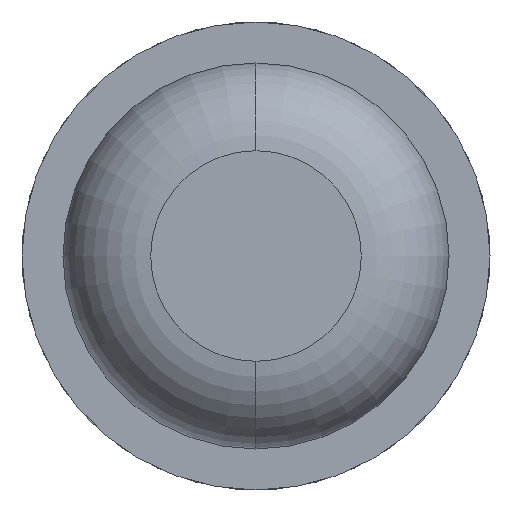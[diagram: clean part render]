
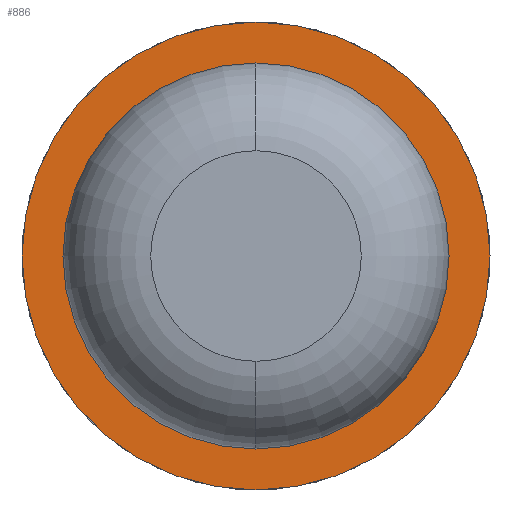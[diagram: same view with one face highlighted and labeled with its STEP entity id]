
A CAD part, front view. The second image highlights one B-rep face of the part: STEP entity #886.
In plain terms, the highlighted planar face has unit normal (0, -1, 0).
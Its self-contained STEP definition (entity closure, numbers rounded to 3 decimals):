
#29 = CARTESIAN_POINT ( 'NONE',  ( -1., -8., 0. ) ) ;
#112 = CARTESIAN_POINT ( 'NONE',  ( 1., -8., 0. ) ) ;
#135 = DIRECTION ( 'NONE',  ( -1., 0., 0. ) ) ;
#194 = ORIENTED_EDGE ( 'NONE', *, *, #1340, .T. ) ;
#227 = DIRECTION ( 'NONE',  ( 0., 1., 0. ) ) ;
#257 = DIRECTION ( 'NONE',  ( -1., 0., 0. ) ) ;
#280 = VERTEX_POINT ( 'NONE', #29 ) ;
#306 = DIRECTION ( 'NONE',  ( -1., 0., 0. ) ) ;
#389 = DIRECTION ( 'NONE',  ( -1., 0., 0. ) ) ;
#430 = EDGE_LOOP ( 'NONE', ( #524, #1251 ) ) ;
#524 = ORIENTED_EDGE ( 'NONE', *, *, #3811, .F. ) ;
#602 = CARTESIAN_POINT ( 'NONE',  ( 0., -8., 0.825 ) ) ;
#644 = CARTESIAN_POINT ( 'NONE',  ( 0., -8., -0.825 ) ) ;
#735 = CIRCLE ( 'NONE', #1516, 1. ) ;
#886 = ADVANCED_FACE ( 'Defeature ausgef�hrt1_5', ( #3147, #1349 ), #1624, .F. ) ;
#1081 = VERTEX_POINT ( 'NONE', #602 ) ;
#1251 = ORIENTED_EDGE ( 'NONE', *, *, #2665, .F. ) ;
#1337 = DIRECTION ( 'NONE',  ( 0., 1., 0. ) ) ;
#1340 = EDGE_CURVE ( 'Defeature ausgef�hrt1_5+Defeature ausgef�hrt1_0+Defeature ausgef�hrt1_0+Defeature ausgef�hrt1_0', #1081, #3627, #2615, .T. ) ;
#1349 = FACE_BOUND ( 'NONE', #2346, .T. ) ;
#1483 = CARTESIAN_POINT ( 'NONE',  ( 0., -8., 0. ) ) ;
#1516 = AXIS2_PLACEMENT_3D ( 'NONE', #3686, #3388, #306 ) ;
#1624 = PLANE ( 'NONE',  #3446 ) ;
#1647 = AXIS2_PLACEMENT_3D ( 'NONE', #1779, #2116, #135 ) ;
#1676 = CIRCLE ( 'NONE', #2381, 1. ) ;
#1779 = CARTESIAN_POINT ( 'NONE',  ( 0., -8., 0. ) ) ;
#1834 = DIRECTION ( 'NONE',  ( 0., 1., 0. ) ) ;
#1921 = CARTESIAN_POINT ( 'NONE',  ( 0.825, -8., 0. ) ) ;
#2116 = DIRECTION ( 'NONE',  ( 0., 1., 0. ) ) ;
#2128 = CARTESIAN_POINT ( 'NONE',  ( 0., -8., 0. ) ) ;
#2346 = EDGE_LOOP ( 'NONE', ( #194, #3285 ) ) ;
#2381 = AXIS2_PLACEMENT_3D ( 'NONE', #1483, #1834, #3984 ) ;
#2615 = CIRCLE ( 'NONE', #3311, 0.825 ) ;
#2665 = EDGE_CURVE ( 'Defeature ausgef�hrt1_6+Defeature ausgef�hrt1_5+Defeature ausgef�hrt1_5+Defeature ausgef�hrt1_5', #3253, #280, #735, .T. ) ;
#3110 = EDGE_CURVE ( 'Defeature ausgef�hrt1_5+Defeature ausgef�hrt1_0+Defeature ausgef�hrt1_0+Defeature ausgef�hrt1_0', #3627, #1081, #3843, .T. ) ;
#3147 = FACE_OUTER_BOUND ( 'NONE', #430, .T. ) ;
#3253 = VERTEX_POINT ( 'NONE', #112 ) ;
#3285 = ORIENTED_EDGE ( 'NONE', *, *, #3110, .T. ) ;
#3311 = AXIS2_PLACEMENT_3D ( 'NONE', #2128, #227, #257 ) ;
#3388 = DIRECTION ( 'NONE',  ( 0., 1., 0. ) ) ;
#3446 = AXIS2_PLACEMENT_3D ( 'NONE', #1921, #1337, #389 ) ;
#3627 = VERTEX_POINT ( 'NONE', #644 ) ;
#3686 = CARTESIAN_POINT ( 'NONE',  ( 0., -8., 0. ) ) ;
#3811 = EDGE_CURVE ( 'Defeature ausgef�hrt1_6+Defeature ausgef�hrt1_5+Defeature ausgef�hrt1_5+Defeature ausgef�hrt1_5', #280, #3253, #1676, .T. ) ;
#3843 = CIRCLE ( 'NONE', #1647, 0.825 ) ;
#3984 = DIRECTION ( 'NONE',  ( -1., 0., 0. ) ) ;
